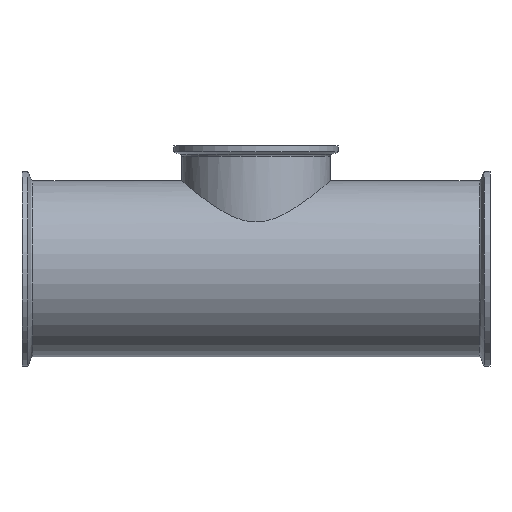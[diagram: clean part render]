
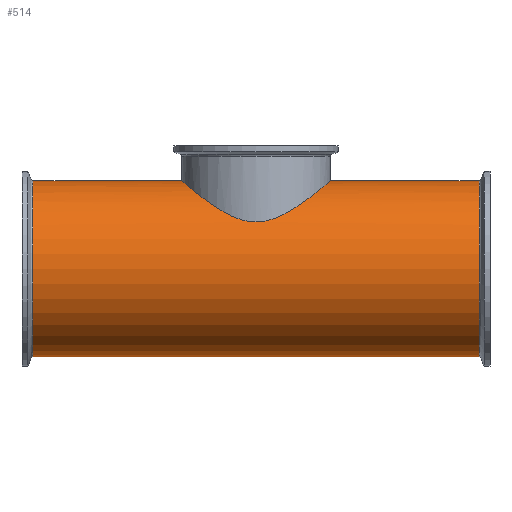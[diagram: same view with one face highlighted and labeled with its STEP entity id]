
A CAD part, front view. The second image highlights one B-rep face of the part: STEP entity #514.
In plain terms, the highlighted cylindrical face has radius 82.6 mm (diameter 165.2 mm), a full revolution.
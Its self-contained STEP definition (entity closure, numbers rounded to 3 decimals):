
#15=B_SPLINE_CURVE_WITH_KNOTS('',3,(#904,#905,#906,#907,#908,#909,#910,
#911,#912,#913,#914,#915,#916,#917,#918,#919,#920,#921),.UNSPECIFIED.,.F.,
 .F.,(4,2,2,2,2,2,2,2,4),(0.,1.466,2.932,4.398,
5.864,7.263,8.663,10.063,11.462),
 .UNSPECIFIED.);
#16=B_SPLINE_CURVE_WITH_KNOTS('',3,(#922,#923,#924,#925,#926,#927,#928,
#929,#930,#931,#932,#933,#934,#935,#936,#937,#938,#939,#940,#941,#942,#943,
#944,#945,#946,#947,#948,#949,#950,#951,#952,#953,#954,#955,#956,#957,#958,
#959,#960,#961,#962,#963,#964,#965,#966,#967,#968,#969,#970,#971),
 .UNSPECIFIED.,.F.,.F.,(4,2,2,2,2,2,2,2,2,2,2,2,2,2,2,2,2,2,2,2,2,2,2,2,
4),(11.462,12.862,14.262,15.661,
17.061,18.527,19.993,21.459,22.925,
24.391,25.856,27.322,28.788,30.188,
31.588,32.987,34.387,35.787,37.186,
38.586,39.986,41.452,42.917,44.383,
45.849),.UNSPECIFIED.);
#19=CYLINDRICAL_SURFACE('',#586,82.6);
#28=FACE_BOUND('',#126,.T.);
#43=LINE('',#901,#59);
#59=VECTOR('',#714,82.6);
#89=FACE_OUTER_BOUND('',#125,.T.);
#125=EDGE_LOOP('',(#373,#374,#375,#376,#377,#378));
#126=EDGE_LOOP('',(#379,#380));
#172=CIRCLE('',#582,82.6);
#173=CIRCLE('',#583,82.6);
#175=CIRCLE('',#587,82.6);
#176=CIRCLE('',#588,82.6);
#226=VERTEX_POINT('',#887);
#227=VERTEX_POINT('',#889);
#229=VERTEX_POINT('',#897);
#230=VERTEX_POINT('',#898);
#231=VERTEX_POINT('',#902);
#232=VERTEX_POINT('',#903);
#280=EDGE_CURVE('',#226,#227,#172,.T.);
#281=EDGE_CURVE('',#227,#226,#173,.T.);
#284=EDGE_CURVE('',#229,#230,#175,.T.);
#285=EDGE_CURVE('',#230,#229,#176,.T.);
#286=EDGE_CURVE('',#230,#227,#43,.T.);
#287=EDGE_CURVE('',#231,#232,#15,.T.);
#288=EDGE_CURVE('',#232,#231,#16,.T.);
#373=ORIENTED_EDGE('',*,*,#284,.F.);
#374=ORIENTED_EDGE('',*,*,#285,.F.);
#375=ORIENTED_EDGE('',*,*,#286,.T.);
#376=ORIENTED_EDGE('',*,*,#280,.F.);
#377=ORIENTED_EDGE('',*,*,#281,.F.);
#378=ORIENTED_EDGE('',*,*,#286,.F.);
#379=ORIENTED_EDGE('',*,*,#287,.T.);
#380=ORIENTED_EDGE('',*,*,#288,.T.);
#514=ADVANCED_FACE('',(#89,#28),#19,.T.);
#582=AXIS2_PLACEMENT_3D('',#890,#699,#700);
#583=AXIS2_PLACEMENT_3D('',#891,#701,#702);
#586=AXIS2_PLACEMENT_3D('',#896,#708,#709);
#587=AXIS2_PLACEMENT_3D('',#899,#710,#711);
#588=AXIS2_PLACEMENT_3D('',#900,#712,#713);
#699=DIRECTION('center_axis',(-1.,0.,0.));
#700=DIRECTION('ref_axis',(0.,0.,1.));
#701=DIRECTION('center_axis',(-1.,0.,0.));
#702=DIRECTION('ref_axis',(0.,0.,1.));
#708=DIRECTION('center_axis',(1.,0.,0.));
#709=DIRECTION('ref_axis',(0.,1.,0.));
#710=DIRECTION('center_axis',(1.,0.,0.));
#711=DIRECTION('ref_axis',(0.,0.,-1.));
#712=DIRECTION('center_axis',(1.,0.,0.));
#713=DIRECTION('ref_axis',(0.,0.,-1.));
#714=DIRECTION('',(-1.,0.,0.));
#887=CARTESIAN_POINT('',(-209.76,0.,82.6));
#889=CARTESIAN_POINT('',(-209.76,-82.6,0.));
#890=CARTESIAN_POINT('Origin',(-209.76,0.,0.));
#891=CARTESIAN_POINT('Origin',(-209.76,0.,0.));
#896=CARTESIAN_POINT('Origin',(0.,0.,0.));
#897=CARTESIAN_POINT('',(209.76,0.,-82.6));
#898=CARTESIAN_POINT('',(209.76,-82.6,0.));
#899=CARTESIAN_POINT('Origin',(209.76,0.,0.));
#900=CARTESIAN_POINT('Origin',(209.76,0.,0.));
#901=CARTESIAN_POINT('',(0.,-82.6,0.));
#902=CARTESIAN_POINT('',(0.,-69.9,44.009));
#903=CARTESIAN_POINT('',(-69.9,0.,82.6));
#904=CARTESIAN_POINT('Ctrl Pts',(0.,-69.9,44.009));
#905=CARTESIAN_POINT('Ctrl Pts',(-4.886,-69.9,44.009));
#906=CARTESIAN_POINT('Ctrl Pts',(-9.645,-69.389,44.842));
#907=CARTESIAN_POINT('Ctrl Pts',(-18.802,-67.486,47.658));
#908=CARTESIAN_POINT('Ctrl Pts',(-23.207,-66.092,49.625));
#909=CARTESIAN_POINT('Ctrl Pts',(-31.587,-62.522,54.054));
#910=CARTESIAN_POINT('Ctrl Pts',(-35.564,-60.342,56.515));
#911=CARTESIAN_POINT('Ctrl Pts',(-42.957,-55.323,61.437));
#912=CARTESIAN_POINT('Ctrl Pts',(-46.371,-52.482,63.898));
#913=CARTESIAN_POINT('Ctrl Pts',(-52.344,-46.51,68.358));
#914=CARTESIAN_POINT('Ctrl Pts',(-55.147,-43.183,70.538));
#915=CARTESIAN_POINT('Ctrl Pts',(-60.188,-35.823,74.545));
#916=CARTESIAN_POINT('Ctrl Pts',(-62.427,-31.79,76.373));
#917=CARTESIAN_POINT('Ctrl Pts',(-66.092,-23.229,79.396));
#918=CARTESIAN_POINT('Ctrl Pts',(-67.521,-18.692,80.595));
#919=CARTESIAN_POINT('Ctrl Pts',(-69.425,-9.41,82.197));
#920=CARTESIAN_POINT('Ctrl Pts',(-69.9,-4.666,82.6));
#921=CARTESIAN_POINT('Ctrl Pts',(-69.9,0.,82.6));
#922=CARTESIAN_POINT('Ctrl Pts',(-69.9,0.,82.6));
#923=CARTESIAN_POINT('Ctrl Pts',(-69.9,4.666,82.6));
#924=CARTESIAN_POINT('Ctrl Pts',(-69.425,9.41,82.197));
#925=CARTESIAN_POINT('Ctrl Pts',(-67.521,18.692,80.595));
#926=CARTESIAN_POINT('Ctrl Pts',(-66.092,23.229,79.396));
#927=CARTESIAN_POINT('Ctrl Pts',(-62.427,31.79,76.373));
#928=CARTESIAN_POINT('Ctrl Pts',(-60.188,35.823,74.545));
#929=CARTESIAN_POINT('Ctrl Pts',(-55.147,43.183,70.538));
#930=CARTESIAN_POINT('Ctrl Pts',(-52.344,46.51,68.358));
#931=CARTESIAN_POINT('Ctrl Pts',(-46.371,52.482,63.898));
#932=CARTESIAN_POINT('Ctrl Pts',(-42.957,55.323,61.437));
#933=CARTESIAN_POINT('Ctrl Pts',(-35.564,60.342,56.515));
#934=CARTESIAN_POINT('Ctrl Pts',(-31.587,62.522,54.054));
#935=CARTESIAN_POINT('Ctrl Pts',(-23.207,66.092,49.625));
#936=CARTESIAN_POINT('Ctrl Pts',(-18.802,67.486,47.658));
#937=CARTESIAN_POINT('Ctrl Pts',(-9.645,69.389,44.842));
#938=CARTESIAN_POINT('Ctrl Pts',(-4.886,69.9,44.009));
#939=CARTESIAN_POINT('Ctrl Pts',(4.886,69.9,44.009));
#940=CARTESIAN_POINT('Ctrl Pts',(9.645,69.389,44.842));
#941=CARTESIAN_POINT('Ctrl Pts',(18.802,67.486,47.658));
#942=CARTESIAN_POINT('Ctrl Pts',(23.207,66.092,49.625));
#943=CARTESIAN_POINT('Ctrl Pts',(31.587,62.522,54.054));
#944=CARTESIAN_POINT('Ctrl Pts',(35.564,60.342,56.515));
#945=CARTESIAN_POINT('Ctrl Pts',(42.957,55.323,61.437));
#946=CARTESIAN_POINT('Ctrl Pts',(46.371,52.482,63.898));
#947=CARTESIAN_POINT('Ctrl Pts',(52.344,46.51,68.358));
#948=CARTESIAN_POINT('Ctrl Pts',(55.147,43.183,70.538));
#949=CARTESIAN_POINT('Ctrl Pts',(60.188,35.823,74.545));
#950=CARTESIAN_POINT('Ctrl Pts',(62.427,31.79,76.373));
#951=CARTESIAN_POINT('Ctrl Pts',(66.092,23.229,79.396));
#952=CARTESIAN_POINT('Ctrl Pts',(67.521,18.692,80.595));
#953=CARTESIAN_POINT('Ctrl Pts',(69.425,9.41,82.197));
#954=CARTESIAN_POINT('Ctrl Pts',(69.9,4.666,82.6));
#955=CARTESIAN_POINT('Ctrl Pts',(69.9,-4.666,82.6));
#956=CARTESIAN_POINT('Ctrl Pts',(69.425,-9.41,82.197));
#957=CARTESIAN_POINT('Ctrl Pts',(67.521,-18.692,80.595));
#958=CARTESIAN_POINT('Ctrl Pts',(66.092,-23.229,79.396));
#959=CARTESIAN_POINT('Ctrl Pts',(62.427,-31.79,76.373));
#960=CARTESIAN_POINT('Ctrl Pts',(60.188,-35.823,74.545));
#961=CARTESIAN_POINT('Ctrl Pts',(55.147,-43.183,70.538));
#962=CARTESIAN_POINT('Ctrl Pts',(52.344,-46.51,68.358));
#963=CARTESIAN_POINT('Ctrl Pts',(46.371,-52.482,63.898));
#964=CARTESIAN_POINT('Ctrl Pts',(42.957,-55.323,61.437));
#965=CARTESIAN_POINT('Ctrl Pts',(35.564,-60.342,56.515));
#966=CARTESIAN_POINT('Ctrl Pts',(31.587,-62.522,54.054));
#967=CARTESIAN_POINT('Ctrl Pts',(23.207,-66.092,49.625));
#968=CARTESIAN_POINT('Ctrl Pts',(18.802,-67.486,47.658));
#969=CARTESIAN_POINT('Ctrl Pts',(9.645,-69.389,44.842));
#970=CARTESIAN_POINT('Ctrl Pts',(4.886,-69.9,44.009));
#971=CARTESIAN_POINT('Ctrl Pts',(0.,-69.9,44.009));
